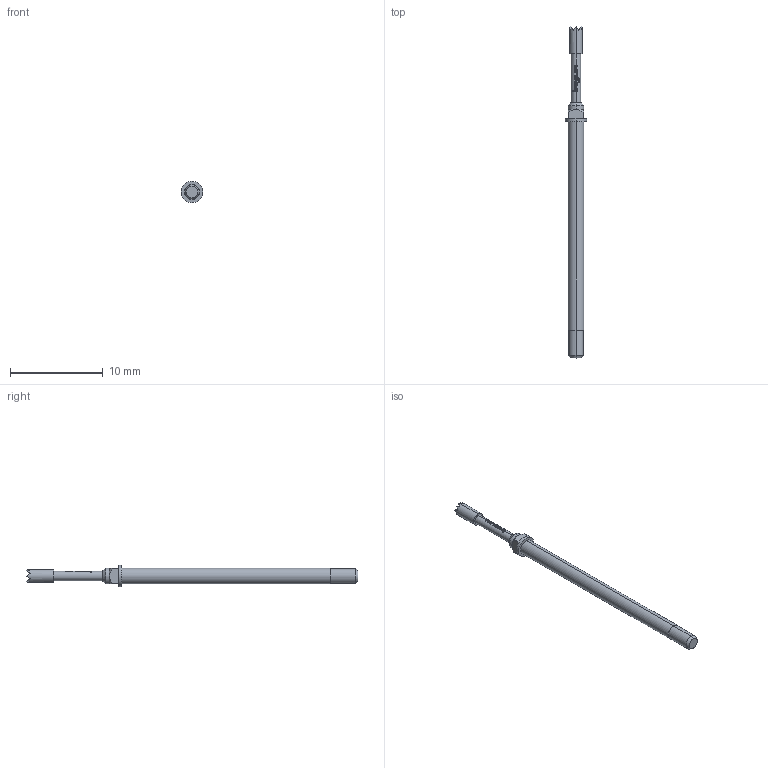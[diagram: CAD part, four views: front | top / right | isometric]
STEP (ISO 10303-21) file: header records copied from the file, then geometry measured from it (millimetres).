
FILE_DESCRIPTION (( 'STEP AP203' ), '1' );
FILE_NAME ('INGUN_GKS-112_206_140_R_xx02_M.STEP', '2022-01-14T08:38:17', ( 'ochi' ), ( '' ), 'SwSTEP 2.0', 'SolidWorks 2018', '' );
FILE_SCHEMA (( 'CONFIG_CONTROL_DESIGN' ));
Length unit declared in the file: millimetre
Products named in the file (1): INGUN_GKS-112_206_140_R_xx02_M
Bounding box: 2.3 x 35.8 x 2.3 mm (x, y, z)
Volume: 67.8 mm3; surface area: 182 mm2
Topology: 1 solids, 1 shells, 142 faces, 370 edges, 235 vertices
Faces by surface type: plane 81, cylinder 31, bspline 22, cone 8
Entity records: 4689 total; most frequent: CARTESIAN_POINT 1354, ORIENTED_EDGE 740, DIRECTION 608, EDGE_CURVE 370, VERTEX_POINT 235, AXIS2_PLACEMENT_3D 233, EDGE_LOOP 147, ADVANCED_FACE 142
